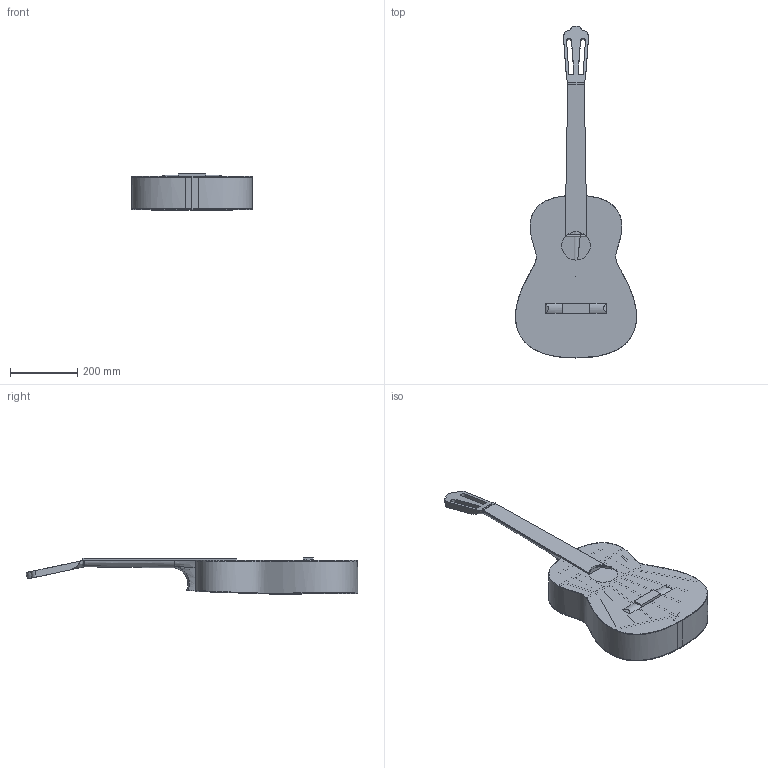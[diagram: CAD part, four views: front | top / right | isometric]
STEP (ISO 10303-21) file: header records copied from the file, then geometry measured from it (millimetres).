
FILE_DESCRIPTION(/* description */ (''),/* implementation_level */ '2;1');
FILE_NAME(/* name */ 'NEW1650.step',/* time_stamp */ '2024-03-03T13:42:27+01:00',/* author */ (''),/* organization */ (''),/* preprocessor_version */ 'ST-DEVELOPER v20',/* originating_system */ 'Autodesk Translation Framework v12.20.1.177',/* authorisation */ '');
FILE_SCHEMA (('AUTOMOTIVE_DESIGN { 1 0 10303 214 3 1 1 }'));
Length unit declared in the file: millimetre
Products named in the file (6): NEW1650; complete+body; Torres655; Componente1; Componente2; Componente3
Assembly tree (5 placements, depth 3):
  NEW1650
    complete+body
    Torres655
      Componente1
      Componente2
      Componente3
Bounding box: 359.09 x 985.97 x 108.26 mm (x, y, z)
Volume: 1894309.4 mm3; surface area: 1121220.3 mm2
Topology: 33 solids, 33 shells, 267 faces, 601 edges, 398 vertices
Faces by surface type: plane 159, bspline 64, cylinder 27, sphere 13, torus 4
Full cylindrical faces by diameter (mm): 85.016 x1
Entity records: 12566 total; most frequent: CARTESIAN_POINT 6995, ORIENTED_EDGE 1202, DIRECTION 891, EDGE_CURVE 601, VERTEX_POINT 398, LINE 307, VECTOR 307, AXIS2_PLACEMENT_3D 292
